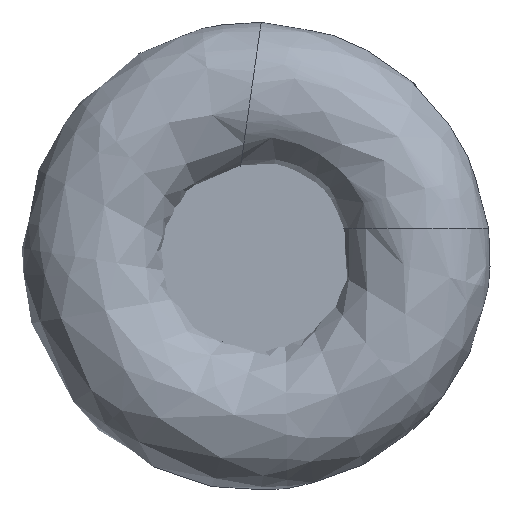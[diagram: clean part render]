
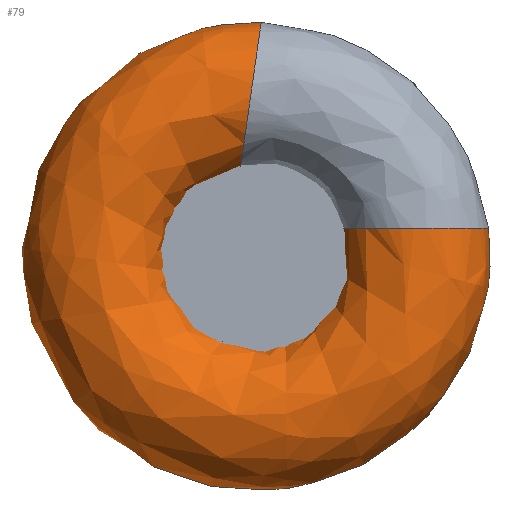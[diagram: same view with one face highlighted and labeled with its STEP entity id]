
A CAD part, left-side view. The second image highlights one B-rep face of the part: STEP entity #79.
In plain terms, the highlighted free-form (B-spline) face has degree [3, 3] with [7, 7] control points.
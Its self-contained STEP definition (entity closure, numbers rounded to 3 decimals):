
#79=ADVANCED_FACE('',(#106,#107),#104,.F.);
#104=(
BOUNDED_SURFACE()
B_SPLINE_SURFACE(3,3,((#467,#468,#469,#470,#471,#472,#473),(#474,#475,#476,
#477,#478,#479,#480),(#481,#482,#483,#484,#485,#486,#487),(#488,#489,#490,
#491,#492,#493,#494),(#495,#496,#497,#498,#499,#500,#501),(#502,#503,#504,
#505,#506,#507,#508),(#509,#510,#511,#512,#513,#514,#515)),
 .UNSPECIFIED.,.T.,.F.,.F.)
B_SPLINE_SURFACE_WITH_KNOTS((1,3,3,3,1),(4,3,4),(-0.5,0.,0.5,1.,1.5),(0.,
0.5,1.),.UNSPECIFIED.)
GEOMETRIC_REPRESENTATION_ITEM()
RATIONAL_B_SPLINE_SURFACE(((1.,0.566,0.566,1.,0.566,
0.566,1.),(0.333,0.189,0.189,
0.333,0.189,0.189,0.333),
(0.333,0.189,0.189,0.333,
0.189,0.189,0.333),(1.,0.566,
0.566,1.,0.566,0.566,1.),(0.333,
0.189,0.189,0.333,0.189,
0.189,0.333),(0.333,0.189,
0.189,0.333,0.189,0.189,
0.333),(1.,0.566,0.566,1.,0.566,
0.566,1.)))
REPRESENTATION_ITEM('')
SURFACE()
);
#106=FACE_BOUND('',#152,.T.);
#107=FACE_BOUND('',#153,.T.);
#152=EDGE_LOOP('',(#200));
#153=EDGE_LOOP('',(#201));
#200=ORIENTED_EDGE('',*,*,#272,.F.);
#201=ORIENTED_EDGE('',*,*,#273,.F.);
#248=VERTEX_POINT('',#464);
#249=VERTEX_POINT('',#466);
#272=EDGE_CURVE('',#248,#248,#296,.T.);
#273=EDGE_CURVE('',#249,#249,#297,.T.);
#296=CIRCLE('',#321,4.);
#297=CIRCLE('',#322,4.);
#321=AXIS2_PLACEMENT_3D('',#463,#369,#370);
#322=AXIS2_PLACEMENT_3D('',#465,#371,#372);
#369=DIRECTION('',(0.,-0.99,-0.142));
#370=DIRECTION('',(1.,0.,0.));
#371=DIRECTION('',(0.,0.,1.));
#372=DIRECTION('',(1.,0.,0.));
#463=CARTESIAN_POINT('',(4.,0.294,8.537));
#464=CARTESIAN_POINT('',(8.,0.294,8.537));
#465=CARTESIAN_POINT('',(4.,-8.409,1.5));
#466=CARTESIAN_POINT('',(8.,-8.409,1.5));
#467=CARTESIAN_POINT('',(8.,-8.409,1.5));
#468=CARTESIAN_POINT('',(8.,-10.064,-7.773));
#469=CARTESIAN_POINT('',(8.,-1.954,-12.565));
#470=CARTESIAN_POINT('',(8.,5.371,-6.643));
#471=CARTESIAN_POINT('',(8.,12.696,-0.72));
#472=CARTESIAN_POINT('',(8.,9.708,8.213));
#473=CARTESIAN_POINT('',(8.,0.294,8.537));
#474=CARTESIAN_POINT('',(8.,-0.409,1.5));
#475=CARTESIAN_POINT('',(8.,-2.064,1.048));
#476=CARTESIAN_POINT('',(8.,-2.219,-0.659));
#477=CARTESIAN_POINT('',(8.,-0.673,-1.402));
#478=CARTESIAN_POINT('',(8.,0.872,-2.144));
#479=CARTESIAN_POINT('',(8.,2.108,-0.956));
#480=CARTESIAN_POINT('',(8.,1.427,0.618));
#481=CARTESIAN_POINT('',(0.,-0.409,1.5));
#482=CARTESIAN_POINT('',(0.,-2.064,1.048));
#483=CARTESIAN_POINT('',(0.,-2.219,-0.659));
#484=CARTESIAN_POINT('',(0.,-0.673,-1.402));
#485=CARTESIAN_POINT('',(0.,0.872,-2.144));
#486=CARTESIAN_POINT('',(0.,2.108,-0.956));
#487=CARTESIAN_POINT('',(0.,1.427,0.618));
#488=CARTESIAN_POINT('',(0.,-8.409,1.5));
#489=CARTESIAN_POINT('',(0.,-10.064,-7.773));
#490=CARTESIAN_POINT('',(0.,-1.954,-12.565));
#491=CARTESIAN_POINT('',(0.,5.371,-6.643));
#492=CARTESIAN_POINT('',(0.,12.696,-0.72));
#493=CARTESIAN_POINT('',(0.,9.708,8.213));
#494=CARTESIAN_POINT('',(0.,0.294,8.537));
#495=CARTESIAN_POINT('',(0.,-16.409,1.5));
#496=CARTESIAN_POINT('',(0.,-18.064,-16.595));
#497=CARTESIAN_POINT('',(0.,-1.689,-24.471));
#498=CARTESIAN_POINT('',(0.,11.415,-11.884));
#499=CARTESIAN_POINT('',(0.,24.519,0.703));
#500=CARTESIAN_POINT('',(0.,17.308,17.381));
#501=CARTESIAN_POINT('',(0.,-0.839,16.457));
#502=CARTESIAN_POINT('',(8.,-16.409,1.5));
#503=CARTESIAN_POINT('',(8.,-18.064,-16.595));
#504=CARTESIAN_POINT('',(8.,-1.689,-24.471));
#505=CARTESIAN_POINT('',(8.,11.415,-11.884));
#506=CARTESIAN_POINT('',(8.,24.519,0.703));
#507=CARTESIAN_POINT('',(8.,17.308,17.381));
#508=CARTESIAN_POINT('',(8.,-0.839,16.457));
#509=CARTESIAN_POINT('',(8.,-8.409,1.5));
#510=CARTESIAN_POINT('',(8.,-10.064,-7.773));
#511=CARTESIAN_POINT('',(8.,-1.954,-12.565));
#512=CARTESIAN_POINT('',(8.,5.371,-6.643));
#513=CARTESIAN_POINT('',(8.,12.696,-0.72));
#514=CARTESIAN_POINT('',(8.,9.708,8.213));
#515=CARTESIAN_POINT('',(8.,0.294,8.537));
